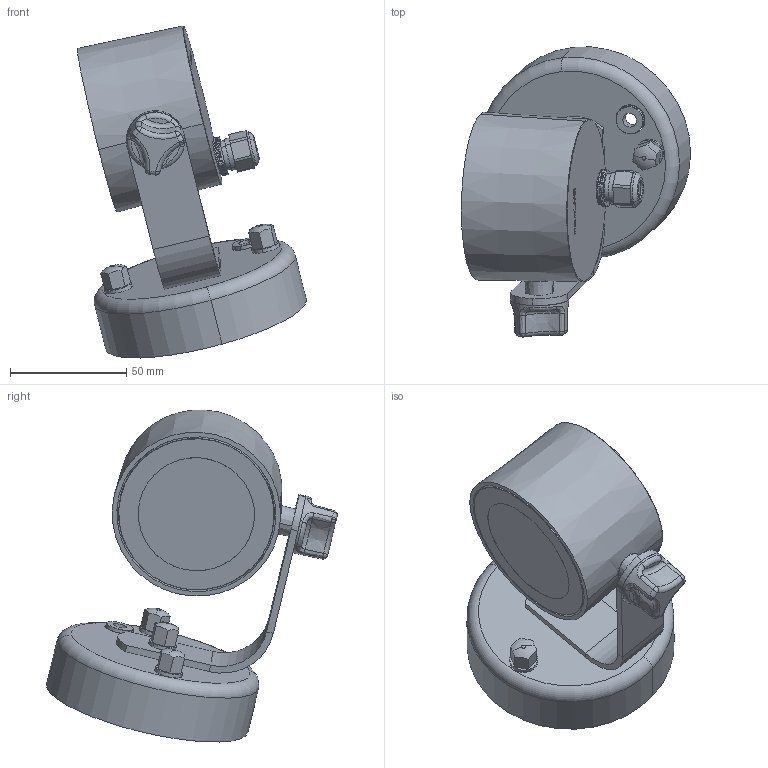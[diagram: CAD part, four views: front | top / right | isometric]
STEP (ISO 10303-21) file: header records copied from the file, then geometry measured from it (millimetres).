
FILE_DESCRIPTION (( 'STEP AP203' ), '1' );
FILE_NAME ('Moss 6163.STEP', '2021-08-24T08:56:54', ( '' ), ( '' ), 'SwSTEP 2.0', 'SolidWorks 2020', '' );
FILE_SCHEMA (( 'CONFIG_CONTROL_DESIGN' ));
Length unit declared in the file: millimetre
Products named in the file (24): D£AWICA M12x1.5 MET_Nakrêtka_rs; NAKR KO｣P M6 DIN917_kg; W 121 POKRÊT£O_rs; Moss 6163; M179C_Szybka_kg; POD SPR Z 6,1_rs_PreviewCfg; D｣AWICA M12x1.5 MET_Komp_rs; M179C_Kpl_kg_bez otw; plain washer grade a_din_Washer DIN 125 - A 6.4; W121_POKRÊT£O KOM_M89_rs; D｣AWICA M12x1.5 MET_Uszczelka_rs; D｣AWICA M12x1.5 MET_Korpus_rs; GNIAZ_M6x_M6x12; M179C_Puszka œcienna_kg_puszka stalowa; D｣AWICA M12x1.5 MET_Oring_rs; POD 6,4_rs; M179_Wspornik_kg_Wspornik bez otwor｢w; M179C_Uszczelka_kg; M179C_Korpus odl_kg_M179C obr_kg; M179C_Korpus kpl_kg; M179C_Puszka œcienna z blach¹ mocowania_kg; M6x_M6x22; Uszczelka Visby; GNIAZ_M6x_M6x10
Assembly tree (26 placements, depth 5):
  Moss 6163
    M179C_Puszka œcienna z blach¹ mocowania_kg
      M179C_Puszka œcienna_kg_puszka stalowa
      Uszczelka Visby
      GNIAZ_M6x_M6x12
    M179C_Kpl_kg_bez otw
      M179C_Korpus kpl_kg
        M179C_Korpus odl_kg_M179C obr_kg
        D｣AWICA M12x1.5 MET_Komp_rs
          D｣AWICA M12x1.5 MET_Korpus_rs
          D｣AWICA M12x1.5 MET_Uszczelka_rs
          D｣AWICA M12x1.5 MET_Oring_rs
          D£AWICA M12x1.5 MET_Nakrêtka_rs
        M179C_Szybka_kg
        M179C_Uszczelka_kg
      M179_Wspornik_kg_Wspornik bez otwor｢w
      W121_POKRÊT£O KOM_M89_rs
        W 121 POKRÊT£O_rs
        M6x_M6x22
      POD SPR Z 6,1_rs_PreviewCfg
      GNIAZ_M6x_M6x10
    plain washer grade a_din_Washer DIN 125 - A 6.4
    NAKR KO｣P M6 DIN917_kg  x3
    POD 6,4_rs  x2
Bounding box: 98.48 x 124.88 x 142.73 mm (x, y, z)
Volume: 116570.9 mm3; surface area: 81867 mm2
Topology: 22 solids, 22 shells, 942 faces, 2360 edges, 1517 vertices
Faces by surface type: plane 565, bspline 133, cylinder 115, cone 63, torus 58, sphere 8
Entity records: 36798 total; most frequent: CARTESIAN_POINT 13212, ORIENTED_EDGE 4508, DIRECTION 3940, EDGE_CURVE 2254, VECTOR 1482, LINE 1482, VERTEX_POINT 1459, AXIS2_PLACEMENT_3D 1229
